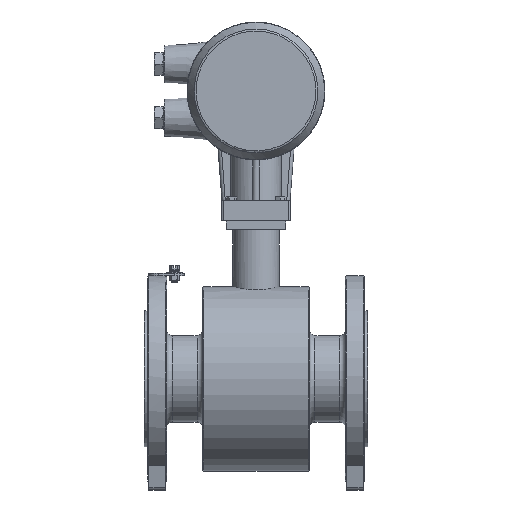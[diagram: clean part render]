
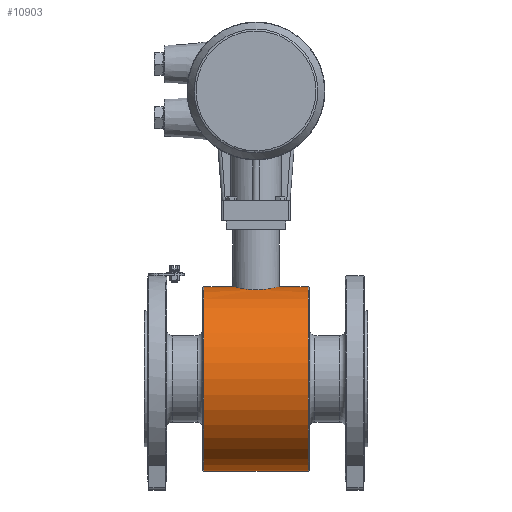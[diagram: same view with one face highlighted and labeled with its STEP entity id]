
A CAD part, left-side view. The second image highlights one B-rep face of the part: STEP entity #10903.
In plain terms, the highlighted cylindrical face has radius 82.5 mm (diameter 165 mm), a full revolution.
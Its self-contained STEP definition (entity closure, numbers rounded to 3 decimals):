
#404=FACE_BOUND('',#2070,.T.);
#1382=FACE_OUTER_BOUND('',#2069,.T.);
#2069=EDGE_LOOP('',(#8535,#8536,#8537,#8538));
#2070=EDGE_LOOP('',(#8539));
#2751=CIRCLE('',#11734,82.5);
#2754=CIRCLE('',#11738,82.5);
#3118=B_SPLINE_CURVE_WITH_KNOTS('',3,(#41732,#41733,#41734,#41735,#41736,
#41737,#41738,#41739,#41740,#41741,#41742,#41743,#41744,#41745,#41746,#41747,
#41748,#41749,#41750,#41751,#41752,#41753,#41754,#41755,#41756,#41757,#41758,
#41759,#41760,#41761,#41762,#41763,#41764,#41765,#41766,#41767,#41768,#41769,
#41770,#41771,#41772,#41773,#41774,#41775,#41776,#41777,#41778,#41779,#41780,
#41781,#41782,#41783,#41784,#41785,#41786,#41787,#41788,#41789,#41790,#41791,
#41792,#41793,#41794,#41795,#41796,#41797),.UNSPECIFIED.,.T.,.F.,(4,2,2,
2,2,2,2,2,2,2,2,2,2,2,2,2,2,2,2,2,2,2,2,2,2,2,2,2,2,2,2,2,4),(-12.717,
-12.32,-11.922,-11.525,-11.127,
-10.73,-10.333,-9.935,-9.538,
-9.141,-8.743,-8.346,-7.948,
-7.551,-7.153,-6.756,-6.359,
-5.961,-5.564,-5.166,-4.769,
-4.371,-3.974,-3.577,-3.179,
-2.782,-2.385,-1.987,-1.59,
-1.192,-0.795,-0.397,0.),
 .UNSPECIFIED.);
#3655=LINE('',#41730,#4266);
#4266=VECTOR('',#13267,82.5);
#5083=VERTEX_POINT('',#41722);
#5085=VERTEX_POINT('',#41728);
#5086=VERTEX_POINT('',#41731);
#6345=EDGE_CURVE('',#5083,#5083,#2751,.T.);
#6348=EDGE_CURVE('',#5085,#5085,#2754,.T.);
#6349=EDGE_CURVE('',#5085,#5083,#3655,.T.);
#6350=EDGE_CURVE('',#5086,#5086,#3118,.T.);
#8535=ORIENTED_EDGE('',*,*,#6348,.F.);
#8536=ORIENTED_EDGE('',*,*,#6349,.T.);
#8537=ORIENTED_EDGE('',*,*,#6345,.F.);
#8538=ORIENTED_EDGE('',*,*,#6349,.F.);
#8539=ORIENTED_EDGE('',*,*,#6350,.T.);
#10616=CYLINDRICAL_SURFACE('',#11737,82.5);
#10903=ADVANCED_FACE('',(#1382,#404),#10616,.T.);
#11734=AXIS2_PLACEMENT_3D('',#41723,#13257,#13258);
#11737=AXIS2_PLACEMENT_3D('',#41727,#13263,#13264);
#11738=AXIS2_PLACEMENT_3D('',#41729,#13265,#13266);
#13257=DIRECTION('center_axis',(0.,0.,
1.));
#13258=DIRECTION('ref_axis',(0.,1.,0.));
#13263=DIRECTION('center_axis',(0.,0.,
-1.));
#13264=DIRECTION('ref_axis',(0.,-1.,0.));
#13265=DIRECTION('center_axis',(0.,0.,
-1.));
#13266=DIRECTION('ref_axis',(0.,1.,0.));
#13267=DIRECTION('',(0.,0.,1.));
#41722=CARTESIAN_POINT('',(95.,355.25,46.75));
#41723=CARTESIAN_POINT('Origin',(95.,272.75,46.75));
#41727=CARTESIAN_POINT('Origin',(95.,272.75,0.));
#41728=CARTESIAN_POINT('',(95.,355.25,-46.75));
#41729=CARTESIAN_POINT('Origin',(95.,272.75,-46.75));
#41730=CARTESIAN_POINT('',(95.,355.25,0.));
#41731=CARTESIAN_POINT('',(95.,190.25,21.));
#41732=CARTESIAN_POINT('Ctrl Pts',(116.,192.967,0.));
#41733=CARTESIAN_POINT('Ctrl Pts',(116.,192.967,-1.325));
#41734=CARTESIAN_POINT('Ctrl Pts',(115.873,192.934,-2.693));
#41735=CARTESIAN_POINT('Ctrl Pts',(115.338,192.796,-5.41));
#41736=CARTESIAN_POINT('Ctrl Pts',(114.931,192.692,-6.76));
#41737=CARTESIAN_POINT('Ctrl Pts',(113.858,192.432,-9.345));
#41738=CARTESIAN_POINT('Ctrl Pts',(113.191,192.277,-10.583));
#41739=CARTESIAN_POINT('Ctrl Pts',(111.651,191.944,-12.87));
#41740=CARTESIAN_POINT('Ctrl Pts',(110.778,191.767,-13.92));
#41741=CARTESIAN_POINT('Ctrl Pts',(108.92,191.427,-15.778));
#41742=CARTESIAN_POINT('Ctrl Pts',(107.871,191.252,-16.651));
#41743=CARTESIAN_POINT('Ctrl Pts',(105.583,190.923,-18.191));
#41744=CARTESIAN_POINT('Ctrl Pts',(104.345,190.771,-18.858));
#41745=CARTESIAN_POINT('Ctrl Pts',(101.76,190.517,-19.931));
#41746=CARTESIAN_POINT('Ctrl Pts',(100.41,190.416,-20.338));
#41747=CARTESIAN_POINT('Ctrl Pts',(97.693,190.283,-20.873));
#41748=CARTESIAN_POINT('Ctrl Pts',(96.325,190.25,-21.));
#41749=CARTESIAN_POINT('Ctrl Pts',(93.675,190.25,-21.));
#41750=CARTESIAN_POINT('Ctrl Pts',(92.307,190.283,-20.873));
#41751=CARTESIAN_POINT('Ctrl Pts',(89.59,190.416,-20.338));
#41752=CARTESIAN_POINT('Ctrl Pts',(88.24,190.517,-19.931));
#41753=CARTESIAN_POINT('Ctrl Pts',(85.655,190.771,-18.858));
#41754=CARTESIAN_POINT('Ctrl Pts',(84.417,190.923,-18.191));
#41755=CARTESIAN_POINT('Ctrl Pts',(82.129,191.252,-16.651));
#41756=CARTESIAN_POINT('Ctrl Pts',(81.08,191.427,-15.778));
#41757=CARTESIAN_POINT('Ctrl Pts',(79.222,191.767,-13.92));
#41758=CARTESIAN_POINT('Ctrl Pts',(78.349,191.944,-12.87));
#41759=CARTESIAN_POINT('Ctrl Pts',(76.809,192.277,-10.583));
#41760=CARTESIAN_POINT('Ctrl Pts',(76.142,192.432,-9.345));
#41761=CARTESIAN_POINT('Ctrl Pts',(75.069,192.692,-6.76));
#41762=CARTESIAN_POINT('Ctrl Pts',(74.662,192.796,-5.41));
#41763=CARTESIAN_POINT('Ctrl Pts',(74.127,192.934,-2.693));
#41764=CARTESIAN_POINT('Ctrl Pts',(74.,192.967,-1.325));
#41765=CARTESIAN_POINT('Ctrl Pts',(74.,192.967,1.325));
#41766=CARTESIAN_POINT('Ctrl Pts',(74.127,192.934,2.693));
#41767=CARTESIAN_POINT('Ctrl Pts',(74.662,192.796,5.41));
#41768=CARTESIAN_POINT('Ctrl Pts',(75.069,192.692,6.76));
#41769=CARTESIAN_POINT('Ctrl Pts',(76.142,192.432,9.345));
#41770=CARTESIAN_POINT('Ctrl Pts',(76.809,192.277,10.583));
#41771=CARTESIAN_POINT('Ctrl Pts',(78.349,191.944,12.87));
#41772=CARTESIAN_POINT('Ctrl Pts',(79.222,191.767,13.92));
#41773=CARTESIAN_POINT('Ctrl Pts',(81.08,191.427,15.778));
#41774=CARTESIAN_POINT('Ctrl Pts',(82.129,191.252,16.651));
#41775=CARTESIAN_POINT('Ctrl Pts',(84.417,190.923,18.191));
#41776=CARTESIAN_POINT('Ctrl Pts',(85.655,190.771,18.858));
#41777=CARTESIAN_POINT('Ctrl Pts',(88.24,190.517,19.931));
#41778=CARTESIAN_POINT('Ctrl Pts',(89.59,190.416,20.338));
#41779=CARTESIAN_POINT('Ctrl Pts',(92.307,190.283,20.873));
#41780=CARTESIAN_POINT('Ctrl Pts',(93.675,190.25,21.));
#41781=CARTESIAN_POINT('Ctrl Pts',(96.325,190.25,21.));
#41782=CARTESIAN_POINT('Ctrl Pts',(97.693,190.283,20.873));
#41783=CARTESIAN_POINT('Ctrl Pts',(100.41,190.416,20.338));
#41784=CARTESIAN_POINT('Ctrl Pts',(101.76,190.517,19.931));
#41785=CARTESIAN_POINT('Ctrl Pts',(104.345,190.771,18.858));
#41786=CARTESIAN_POINT('Ctrl Pts',(105.583,190.923,18.191));
#41787=CARTESIAN_POINT('Ctrl Pts',(107.871,191.252,16.651));
#41788=CARTESIAN_POINT('Ctrl Pts',(108.92,191.427,15.778));
#41789=CARTESIAN_POINT('Ctrl Pts',(110.778,191.767,13.92));
#41790=CARTESIAN_POINT('Ctrl Pts',(111.651,191.944,12.87));
#41791=CARTESIAN_POINT('Ctrl Pts',(113.191,192.277,10.583));
#41792=CARTESIAN_POINT('Ctrl Pts',(113.858,192.432,9.345));
#41793=CARTESIAN_POINT('Ctrl Pts',(114.931,192.692,6.76));
#41794=CARTESIAN_POINT('Ctrl Pts',(115.338,192.796,5.41));
#41795=CARTESIAN_POINT('Ctrl Pts',(115.873,192.934,2.693));
#41796=CARTESIAN_POINT('Ctrl Pts',(116.,192.967,1.325));
#41797=CARTESIAN_POINT('Ctrl Pts',(116.,192.967,0.));
